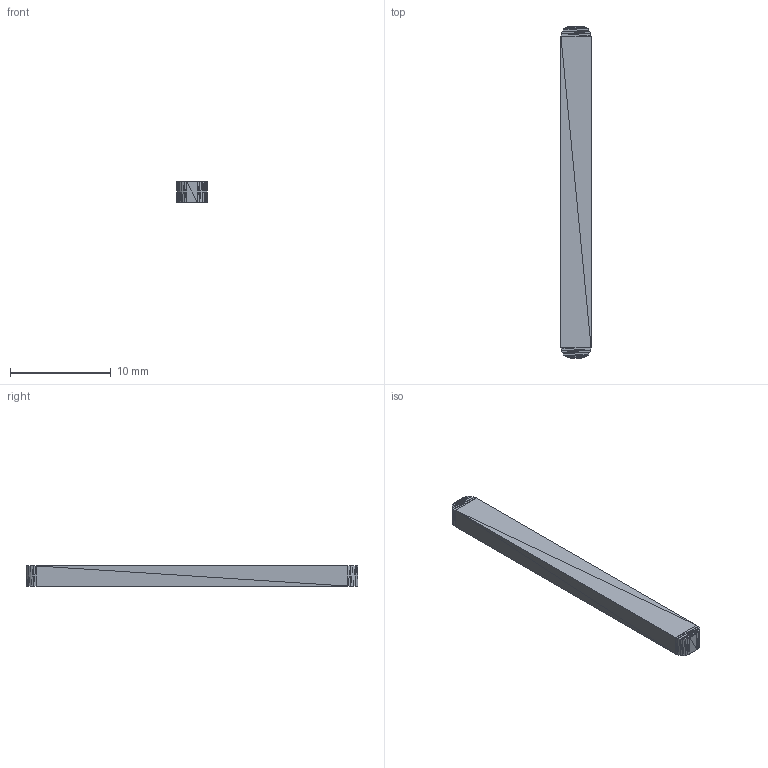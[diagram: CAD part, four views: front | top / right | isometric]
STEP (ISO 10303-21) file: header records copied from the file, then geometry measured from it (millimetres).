
FILE_DESCRIPTION((''),'2;1');
FILE_NAME('Shaft Key', '2026-01-31T14:30:40', (''), (''), 'ImageToStl.com STEP Converter','', '');
FILE_SCHEMA(('AUTOMOTIVE_DESIGN_CC2'));
Length unit declared in the file: metre
Products named in the file (1): product0
Bounding box: 3 x 33 x 2 mm (x, y, z)
Surface area: 336.7 mm2 (no closed solid volume)
Topology: 0 solids, 108 shells, 108 faces, 324 edges, 56 vertices
Faces by surface type: plane 108
Entity records: 2516 total; most frequent: DIRECTION 542, ORIENTED_EDGE 324, EDGE_CURVE 324, LINE 324, VECTOR 324, AXIS2_PLACEMENT_3D 109, FACE_SURFACE 108, PLANE 108
